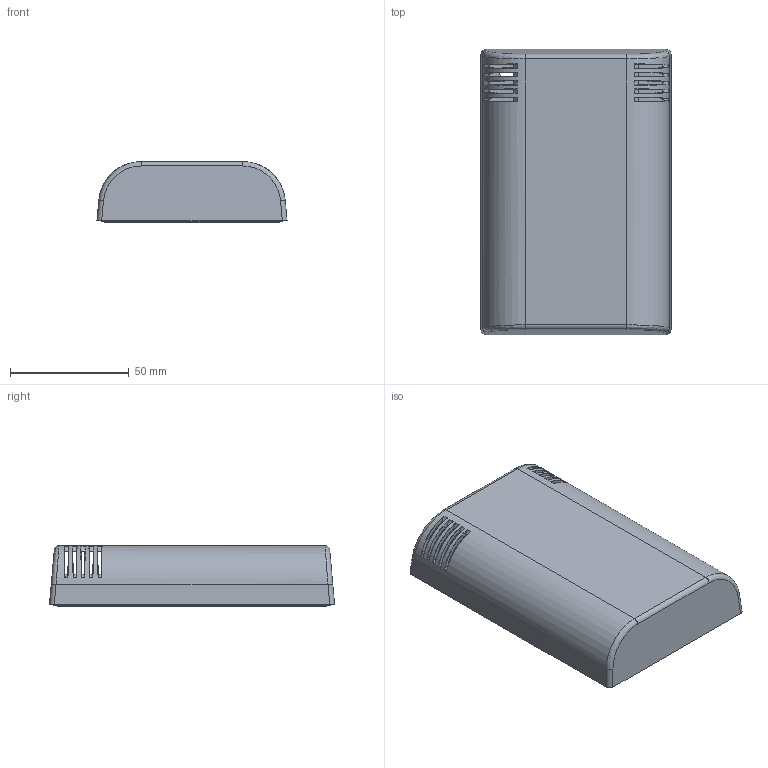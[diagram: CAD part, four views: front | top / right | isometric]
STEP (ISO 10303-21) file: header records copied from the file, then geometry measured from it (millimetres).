
FILE_DESCRIPTION(/* description */ (''),/* implementation_level */ '2;1');
FILE_NAME(/* name */ 'Wi-xxxP0Ax.step',/* time_stamp */ '2021-07-29T08:23:09+02:00',/* author */ (''),/* organization */ (''),/* preprocessor_version */ 'ST-DEVELOPER v18.1',/* originating_system */ 'Autodesk Translation Framework v10.9.0.1377',/* authorisation */ '');
FILE_SCHEMA (('AUTOMOTIVE_DESIGN { 1 0 10303 214 3 1 1 }'));
Length unit declared in the file: millimetre
Products named in the file (4): Wi-xxxP0Ax; Thermo120; BASE 120_M; COPERCHIO 120_M
Assembly tree (3 placements, depth 3):
  Wi-xxxP0Ax
    Thermo120
      BASE 120_M
      COPERCHIO 120_M
Bounding box: 80 x 120 x 25.6 mm (x, y, z)
Volume: 40320.6 mm3; surface area: 53511.2 mm2
Topology: 2 solids, 2 shells, 477 faces, 1248 edges, 785 vertices
Faces by surface type: plane 210, cylinder 141, torus 52, bspline 40, cone 34
Full cylindrical faces by diameter (mm): 20 x1
Entity records: 16853 total; most frequent: CARTESIAN_POINT 4400, ORIENTED_EDGE 2496, DIRECTION 2481, EDGE_CURVE 1248, AXIS2_PLACEMENT_3D 905, VERTEX_POINT 785, LINE 671, VECTOR 671
